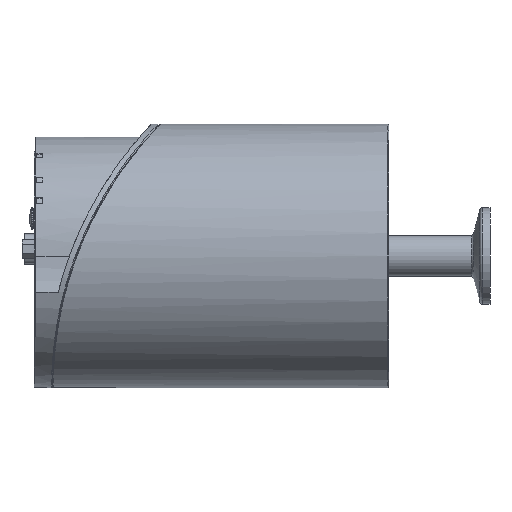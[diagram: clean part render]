
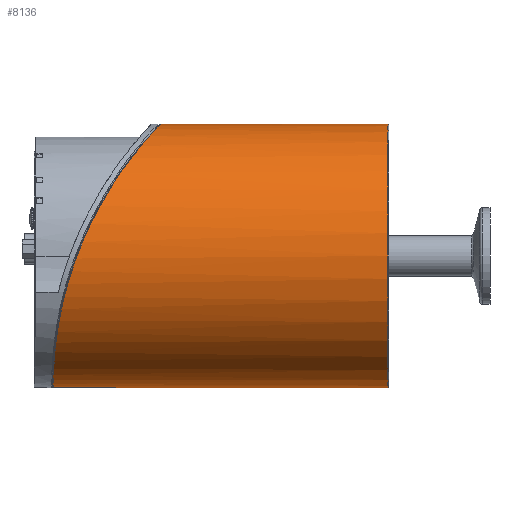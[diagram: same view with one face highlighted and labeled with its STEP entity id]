
A CAD part, left-side view. The second image highlights one B-rep face of the part: STEP entity #8136.
In plain terms, the highlighted cylindrical face has radius 41 mm (diameter 82 mm), a full revolution.
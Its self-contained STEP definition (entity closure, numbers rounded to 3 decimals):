
#1463=B_SPLINE_CURVE_WITH_KNOTS('',3,(#13458,#13459,#13460,#13461,#13462,
#13463,#13464,#13465,#13466,#13467,#13468,#13469,#13470,#13471,#13472,#13473,
#13474,#13475,#13476,#13477,#13478,#13479,#13480,#13481,#13482,#13483,#13484,
#13485,#13486,#13487,#13488,#13489,#13490,#13491),.UNSPECIFIED.,.T.,.F.,
(4,1,1,1,1,1,1,1,1,1,1,1,1,1,1,1,1,1,1,1,1,1,1,1,1,1,1,1,1,1,1,4),(-26.603,
-26.128,-25.653,-25.178,-24.703,
-23.753,-22.803,-22.169,-21.536,
-20.269,-19.636,-19.002,-17.735,
-16.469,-15.202,-13.935,-12.668,
-11.401,-10.135,-8.868,-7.601,
-6.967,-6.334,-5.067,-4.434,
-3.8,-2.85,-1.9,-1.425,
-0.95,-0.475,0.),
 .UNSPECIFIED.);
#1801=FACE_BOUND('',#2581,.T.);
#2065=FACE_OUTER_BOUND('',#2580,.T.);
#2580=EDGE_LOOP('',(#5870));
#2581=EDGE_LOOP('',(#5871));
#3093=CIRCLE('',#8767,41.);
#3539=VERTEX_POINT('',#13454);
#3540=VERTEX_POINT('',#13457);
#4409=EDGE_CURVE('',#3539,#3539,#3093,.T.);
#4410=EDGE_CURVE('',#3540,#3540,#1463,.T.);
#5870=ORIENTED_EDGE('',*,*,#4410,.F.);
#5871=ORIENTED_EDGE('',*,*,#4409,.F.);
#7387=CYLINDRICAL_SURFACE('',#8768,41.);
#8136=ADVANCED_FACE('',(#2065,#1801),#7387,.T.);
#8767=AXIS2_PLACEMENT_3D('',#13455,#10113,#10114);
#8768=AXIS2_PLACEMENT_3D('',#13456,#10115,#10116);
#10113=DIRECTION('center_axis',(0.,-1.,0.));
#10114=DIRECTION('ref_axis',(-1.,0.,0.));
#10115=DIRECTION('center_axis',(0.,-1.,0.));
#10116=DIRECTION('ref_axis',(-1.,0.,0.));
#13454=CARTESIAN_POINT('',(41.,-68.6,0.));
#13455=CARTESIAN_POINT('Origin',(0.,-68.6,
0.));
#13456=CARTESIAN_POINT('Origin',(0.,40.8,
0.));
#13457=CARTESIAN_POINT('',(0.,2.167,41.));
#13458=CARTESIAN_POINT('Ctrl Pts',(0.,2.167,
41.));
#13459=CARTESIAN_POINT('Ctrl Pts',(1.056,2.167,41.));
#13460=CARTESIAN_POINT('Ctrl Pts',(3.187,2.247,40.918));
#13461=CARTESIAN_POINT('Ctrl Pts',(6.597,2.632,40.522));
#13462=CARTESIAN_POINT('Ctrl Pts',(10.654,3.442,39.679));
#13463=CARTESIAN_POINT('Ctrl Pts',(16.678,5.294,37.695));
#13464=CARTESIAN_POINT('Ctrl Pts',(23.855,8.718,33.825));
#13465=CARTESIAN_POINT('Ctrl Pts',(30.337,13.255,27.976));
#13466=CARTESIAN_POINT('Ctrl Pts',(34.786,17.282,22.001));
#13467=CARTESIAN_POINT('Ctrl Pts',(38.589,21.583,14.817));
#13468=CARTESIAN_POINT('Ctrl Pts',(40.685,25.327,7.252));
#13469=CARTESIAN_POINT('Ctrl Pts',(41.144,28.484,-0.697));
#13470=CARTESIAN_POINT('Ctrl Pts',(40.4,31.22,-8.866));
#13471=CARTESIAN_POINT('Ctrl Pts',(37.12,33.67,-18.921));
#13472=CARTESIAN_POINT('Ctrl Pts',(29.505,35.13,-29.441));
#13473=CARTESIAN_POINT('Ctrl Pts',(18.939,35.573,-37.133));
#13474=CARTESIAN_POINT('Ctrl Pts',(6.527,35.598,-41.167));
#13475=CARTESIAN_POINT('Ctrl Pts',(-6.528,35.598,-41.167));
#13476=CARTESIAN_POINT('Ctrl Pts',(-18.938,35.573,-37.133));
#13477=CARTESIAN_POINT('Ctrl Pts',(-29.507,35.13,-29.44));
#13478=CARTESIAN_POINT('Ctrl Pts',(-37.118,33.67,-18.923));
#13479=CARTESIAN_POINT('Ctrl Pts',(-40.401,31.221,-8.866));
#13480=CARTESIAN_POINT('Ctrl Pts',(-41.144,28.484,-0.697));
#13481=CARTESIAN_POINT('Ctrl Pts',(-40.685,25.327,7.252));
#13482=CARTESIAN_POINT('Ctrl Pts',(-38.588,21.583,14.817));
#13483=CARTESIAN_POINT('Ctrl Pts',(-34.786,17.282,22.001));
#13484=CARTESIAN_POINT('Ctrl Pts',(-30.337,13.255,27.976));
#13485=CARTESIAN_POINT('Ctrl Pts',(-23.855,8.718,33.825));
#13486=CARTESIAN_POINT('Ctrl Pts',(-16.678,5.294,37.695));
#13487=CARTESIAN_POINT('Ctrl Pts',(-10.654,3.442,39.679));
#13488=CARTESIAN_POINT('Ctrl Pts',(-6.597,2.632,40.522));
#13489=CARTESIAN_POINT('Ctrl Pts',(-3.187,2.247,40.918));
#13490=CARTESIAN_POINT('Ctrl Pts',(-1.056,2.167,41.));
#13491=CARTESIAN_POINT('Ctrl Pts',(0.,2.167,
41.));
